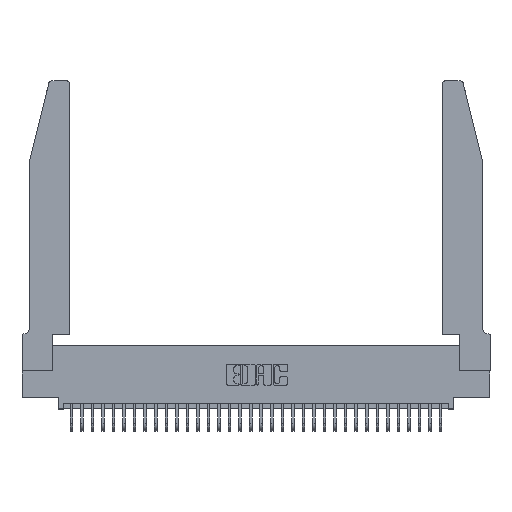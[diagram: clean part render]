
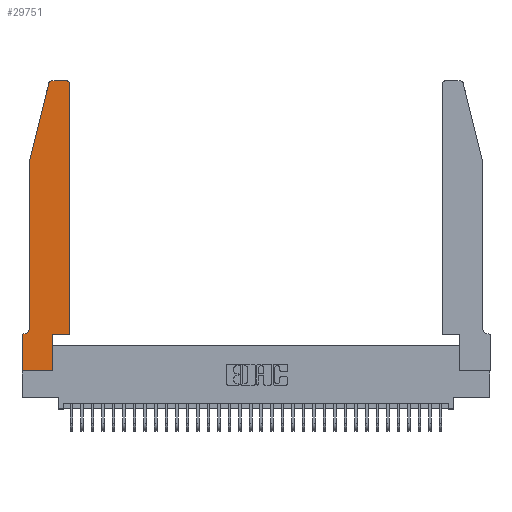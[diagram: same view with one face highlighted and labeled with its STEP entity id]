
A CAD part, top view. The second image highlights one B-rep face of the part: STEP entity #29751.
In plain terms, the highlighted planar face has unit normal (0, 0, 1).
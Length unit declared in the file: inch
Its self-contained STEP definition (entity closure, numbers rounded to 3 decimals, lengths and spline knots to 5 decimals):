
#249 = DIRECTION ( 'NONE',  ( 1., 0., 0. ) ) ;
#540 = LINE ( 'NONE', #21657, #27280 ) ;
#1029 = DIRECTION ( 'NONE',  ( 0., 0., 1. ) ) ;
#1124 = VERTEX_POINT ( 'NONE', #34635 ) ;
#1368 = VERTEX_POINT ( 'NONE', #10934 ) ;
#1697 = ORIENTED_EDGE ( 'NONE', *, *, #25880, .T. ) ;
#1827 = VECTOR ( 'NONE', #1965, 39.37008 ) ;
#1886 = ORIENTED_EDGE ( 'NONE', *, *, #31367, .T. ) ;
#1889 = FACE_OUTER_BOUND ( 'NONE', #26201, .T. ) ;
#1965 = DIRECTION ( 'NONE',  ( 0., 1., 0. ) ) ;
#2348 = CIRCLE ( 'NONE', #12296, 0.07 ) ;
#2527 = CARTESIAN_POINT ( 'NONE',  ( 0.2865, 0., 0.37 ) ) ;
#2794 = VECTOR ( 'NONE', #11907, 39.37008 ) ;
#3168 = ORIENTED_EDGE ( 'NONE', *, *, #34392, .T. ) ;
#3973 = ORIENTED_EDGE ( 'NONE', *, *, #13514, .T. ) ;
#3984 = ORIENTED_EDGE ( 'NONE', *, *, #10849, .T. ) ;
#5614 = LINE ( 'NONE', #12068, #33972 ) ;
#6623 = LINE ( 'NONE', #22714, #27692 ) ;
#7305 = EDGE_CURVE ( 'NONE', #30727, #13716, #34821, .T. ) ;
#7995 = EDGE_CURVE ( 'NONE', #28523, #30727, #14468, .T. ) ;
#8047 = DIRECTION ( 'NONE',  ( 0., 0., 1. ) ) ;
#8197 = CARTESIAN_POINT ( 'NONE',  ( 0.0755, 2., 0.37 ) ) ;
#8307 = EDGE_CURVE ( 'NONE', #20201, #21772, #25999, .T. ) ;
#8395 = AXIS2_PLACEMENT_3D ( 'NONE', #17648, #1029, #20414 ) ;
#8644 = CARTESIAN_POINT ( 'NONE',  ( 0.4505, 2.72, 0.37 ) ) ;
#10101 = CARTESIAN_POINT ( 'NONE',  ( 0.0755, 0.42, 0.37 ) ) ;
#10838 = DIRECTION ( 'NONE',  ( -1., 0., 0. ) ) ;
#10849 = EDGE_CURVE ( 'NONE', #1368, #33266, #5614, .T. ) ;
#10934 = CARTESIAN_POINT ( 'NONE',  ( 0., 0.35, 0.37 ) ) ;
#10979 = DIRECTION ( 'NONE',  ( 0., -1., 0. ) ) ;
#11316 = PLANE ( 'NONE',  #19353 ) ;
#11907 = DIRECTION ( 'NONE',  ( 1., 0., 0. ) ) ;
#12068 = CARTESIAN_POINT ( 'NONE',  ( 0., 0., 0.37 ) ) ;
#12296 = AXIS2_PLACEMENT_3D ( 'NONE', #32499, #16131, #35231 ) ;
#12357 = VECTOR ( 'NONE', #10979, 39.37008 ) ;
#12375 = ORIENTED_EDGE ( 'NONE', *, *, #34588, .T. ) ;
#13029 = ORIENTED_EDGE ( 'NONE', *, *, #26966, .T. ) ;
#13514 = EDGE_CURVE ( 'NONE', #25075, #20849, #2348, .T. ) ;
#13577 = VERTEX_POINT ( 'NONE', #2527 ) ;
#13716 = VERTEX_POINT ( 'NONE', #8644 ) ;
#14468 = LINE ( 'NONE', #34067, #34541 ) ;
#14950 = DIRECTION ( 'NONE',  ( 1., 0., 0. ) ) ;
#14988 = CARTESIAN_POINT ( 'NONE',  ( 0.4505, 0.35, 0.37 ) ) ;
#15026 = EDGE_CURVE ( 'NONE', #20849, #1368, #6623, .T. ) ;
#15428 = CARTESIAN_POINT ( 'NONE',  ( 0.2865, 0.35, 0.37 ) ) ;
#15432 = VECTOR ( 'NONE', #10838, 39.37008 ) ;
#15650 = CARTESIAN_POINT ( 'NONE',  ( 0.25487, 2.72718, 0.37 ) ) ;
#15840 = CARTESIAN_POINT ( 'NONE',  ( 0.4505, 0.35, 0.37 ) ) ;
#16131 = DIRECTION ( 'NONE',  ( 0., 0., -1. ) ) ;
#16846 = DIRECTION ( 'NONE',  ( 0., 0., 1. ) ) ;
#17169 = CARTESIAN_POINT ( 'NONE',  ( 0., 0., 0.37 ) ) ;
#17199 = ORIENTED_EDGE ( 'NONE', *, *, #7995, .T. ) ;
#17304 = DIRECTION ( 'NONE',  ( -1., 0., 0. ) ) ;
#17648 = CARTESIAN_POINT ( 'NONE',  ( 0.4205, 2.72, 0.37 ) ) ;
#17788 = VECTOR ( 'NONE', #34112, 39.37008 ) ;
#18609 = ORIENTED_EDGE ( 'NONE', *, *, #35194, .T. ) ;
#19147 = CARTESIAN_POINT ( 'NONE',  ( 0.284, 2.75, 0.37 ) ) ;
#19353 = AXIS2_PLACEMENT_3D ( 'NONE', #33224, #16846, #249 ) ;
#20201 = VERTEX_POINT ( 'NONE', #19147 ) ;
#20414 = DIRECTION ( 'NONE',  ( 1., 0., 0. ) ) ;
#20849 = VERTEX_POINT ( 'NONE', #25536 ) ;
#21199 = CARTESIAN_POINT ( 'NONE',  ( 0.2865, 0.35, 0.37 ) ) ;
#21657 = CARTESIAN_POINT ( 'NONE',  ( 0.0755, 2., 0.37 ) ) ;
#21772 = VERTEX_POINT ( 'NONE', #15650 ) ;
#22572 = AXIS2_PLACEMENT_3D ( 'NONE', #24518, #8047, #27242 ) ;
#22688 = ORIENTED_EDGE ( 'NONE', *, *, #8307, .T. ) ;
#22714 = CARTESIAN_POINT ( 'NONE',  ( 0.0755, 0.35, 0.37 ) ) ;
#23987 = LINE ( 'NONE', #28329, #2794 ) ;
#24173 = CARTESIAN_POINT ( 'NONE',  ( 0.0755, 2., 0.37 ) ) ;
#24518 = CARTESIAN_POINT ( 'NONE',  ( 0.284, 2.72, 0.37 ) ) ;
#25075 = VERTEX_POINT ( 'NONE', #10101 ) ;
#25536 = CARTESIAN_POINT ( 'NONE',  ( 0.0055, 0.35, 0.37 ) ) ;
#25880 = EDGE_CURVE ( 'NONE', #13716, #1124, #26089, .T. ) ;
#25952 = ORIENTED_EDGE ( 'NONE', *, *, #7305, .T. ) ;
#25999 = CIRCLE ( 'NONE', #22572, 0.03 ) ;
#26089 = CIRCLE ( 'NONE', #8395, 0.03 ) ;
#26201 = EDGE_LOOP ( 'NONE', ( #3168, #22688, #13029, #18609, #3973, #32552, #3984, #12375, #1886, #17199, #25952, #1697 ) ) ;
#26966 = EDGE_CURVE ( 'NONE', #21772, #29503, #540, .T. ) ;
#27242 = DIRECTION ( 'NONE',  ( 1., 0., 0. ) ) ;
#27280 = VECTOR ( 'NONE', #29781, 39.37008 ) ;
#27692 = VECTOR ( 'NONE', #17304, 39.37008 ) ;
#28329 = CARTESIAN_POINT ( 'NONE',  ( 0., 0., 0.37 ) ) ;
#28523 = VERTEX_POINT ( 'NONE', #15428 ) ;
#29503 = VERTEX_POINT ( 'NONE', #24173 ) ;
#29751 = ADVANCED_FACE ( 'NONE', ( #1889 ), #11316, .T. ) ;
#29781 = DIRECTION ( 'NONE',  ( -0.239, -0.971, 0. ) ) ;
#29899 = CARTESIAN_POINT ( 'NONE',  ( 0.2605, 2.75, 0.37 ) ) ;
#30727 = VERTEX_POINT ( 'NONE', #15840 ) ;
#30824 = LINE ( 'NONE', #29899, #15432 ) ;
#31119 = LINE ( 'NONE', #21199, #1827 ) ;
#31367 = EDGE_CURVE ( 'NONE', #13577, #28523, #31119, .T. ) ;
#32499 = CARTESIAN_POINT ( 'NONE',  ( 0.0055, 0.42, 0.37 ) ) ;
#32552 = ORIENTED_EDGE ( 'NONE', *, *, #15026, .T. ) ;
#33224 = CARTESIAN_POINT ( 'NONE',  ( 0., 0.35, 0.37 ) ) ;
#33266 = VERTEX_POINT ( 'NONE', #17169 ) ;
#33961 = DIRECTION ( 'NONE',  ( 0., -1., 0. ) ) ;
#33972 = VECTOR ( 'NONE', #33961, 39.37008 ) ;
#34067 = CARTESIAN_POINT ( 'NONE',  ( 0.4505, 0.35, 0.37 ) ) ;
#34112 = DIRECTION ( 'NONE',  ( 0., 1., 0. ) ) ;
#34178 = LINE ( 'NONE', #8197, #12357 ) ;
#34392 = EDGE_CURVE ( 'NONE', #1124, #20201, #30824, .T. ) ;
#34541 = VECTOR ( 'NONE', #14950, 39.37008 ) ;
#34588 = EDGE_CURVE ( 'NONE', #33266, #13577, #23987, .T. ) ;
#34635 = CARTESIAN_POINT ( 'NONE',  ( 0.4205, 2.75, 0.37 ) ) ;
#34821 = LINE ( 'NONE', #14988, #17788 ) ;
#35194 = EDGE_CURVE ( 'NONE', #29503, #25075, #34178, .T. ) ;
#35231 = DIRECTION ( 'NONE',  ( -1., 0., 0. ) ) ;
